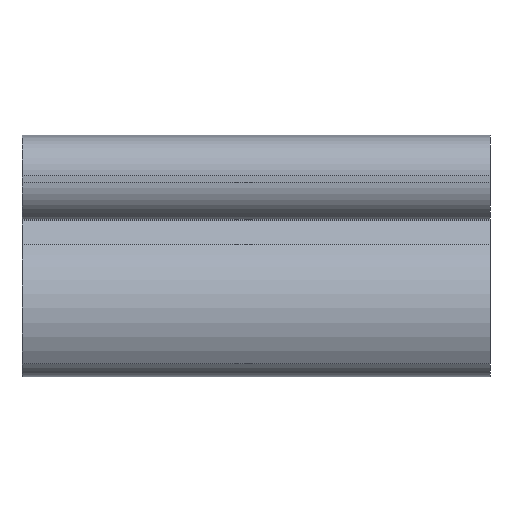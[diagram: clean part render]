
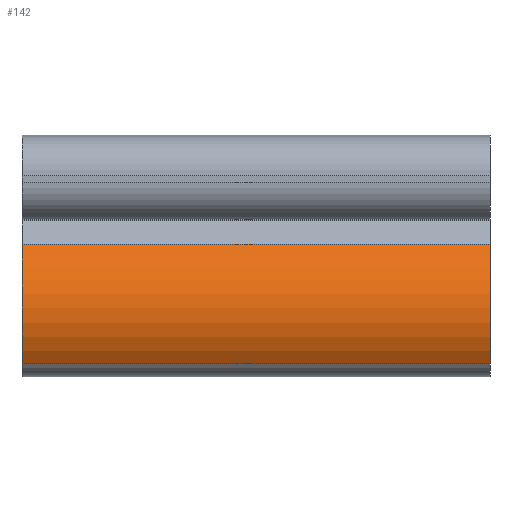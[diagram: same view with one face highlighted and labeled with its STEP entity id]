
A CAD part, left-side view. The second image highlights one B-rep face of the part: STEP entity #142.
In plain terms, the highlighted cylindrical face has radius 3.5 mm (diameter 7 mm), a partial arc.
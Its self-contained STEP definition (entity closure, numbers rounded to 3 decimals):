
#115=AXIS2_PLACEMENT_3D('Cylinder Axis2P3D',#112,#113,#114) ;
#119=AXIS2_PLACEMENT_3D('Circle Axis2P3D',#117,#118,$) ;
#133=AXIS2_PLACEMENT_3D('Circle Axis2P3D',#131,#132,$) ;
#89=CARTESIAN_POINT('Vertex',(1.25,18.,5.092)) ;
#92=CARTESIAN_POINT('Line Origine',(1.25,9.,5.092)) ;
#96=CARTESIAN_POINT('Vertex',(1.25,0.,5.092)) ;
#112=CARTESIAN_POINT('Axis2P3D Location',(3.5,9.,2.411)) ;
#117=CARTESIAN_POINT('Axis2P3D Location',(3.5,18.,2.411)) ;
#121=CARTESIAN_POINT('Vertex',(0.568,18.,0.499)) ;
#124=CARTESIAN_POINT('Line Origine',(0.568,9.,0.499)) ;
#128=CARTESIAN_POINT('Vertex',(0.568,0.,0.499)) ;
#131=CARTESIAN_POINT('Axis2P3D Location',(3.5,0.,2.411)) ;
#93=DIRECTION('Vector Direction',(0.,-1.,0.)) ;
#113=DIRECTION('Axis2P3D Direction',(0.,-1.,0.)) ;
#114=DIRECTION('Axis2P3D XDirection',(-0.643,0.,0.766)) ;
#118=DIRECTION('Axis2P3D Direction',(0.,-1.,0.)) ;
#125=DIRECTION('Vector Direction',(0.,-1.,0.)) ;
#132=DIRECTION('Axis2P3D Direction',(0.,-1.,0.)) ;
#94=VECTOR('Line Direction',#93,1.) ;
#126=VECTOR('Line Direction',#125,1.) ;
#137=ORIENTED_EDGE('',*,*,#98,.F.) ;
#138=ORIENTED_EDGE('',*,*,#123,.T.) ;
#139=ORIENTED_EDGE('',*,*,#130,.T.) ;
#140=ORIENTED_EDGE('',*,*,#135,.F.) ;
#142=ADVANCED_FACE('S3D-gedreht',(#141),#116,.T.) ;
#120=CIRCLE('generated circle',#119,3.5) ;
#134=CIRCLE('generated circle',#133,3.5) ;
#116=CYLINDRICAL_SURFACE('generated cylinder',#115,3.5) ;
#98=EDGE_CURVE('',#90,#97,#95,.T.) ;
#123=EDGE_CURVE('',#90,#122,#120,.T.) ;
#130=EDGE_CURVE('',#122,#129,#127,.T.) ;
#135=EDGE_CURVE('',#97,#129,#134,.T.) ;
#136=EDGE_LOOP('',(#137,#138,#139,#140)) ;
#141=FACE_OUTER_BOUND('',#136,.T.) ;
#95=LINE('Line',#92,#94) ;
#127=LINE('Line',#124,#126) ;
#90=VERTEX_POINT('',#89) ;
#97=VERTEX_POINT('',#96) ;
#122=VERTEX_POINT('',#121) ;
#129=VERTEX_POINT('',#128) ;
